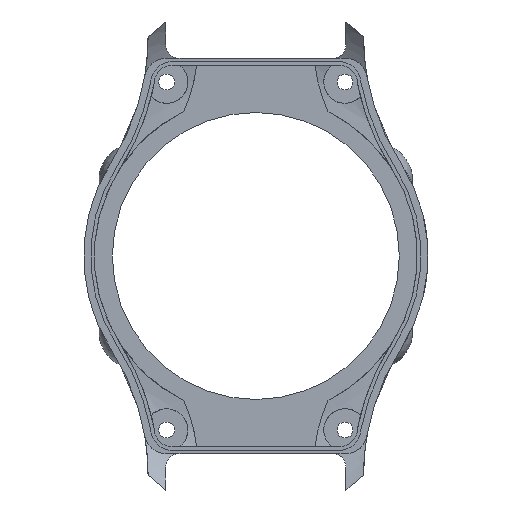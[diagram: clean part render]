
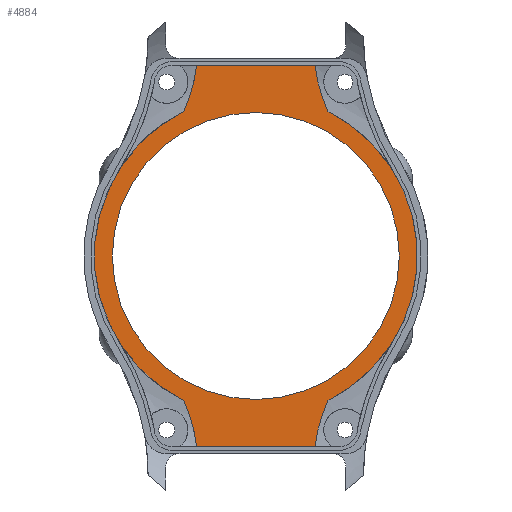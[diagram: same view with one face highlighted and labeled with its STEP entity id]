
A CAD part, front view. The second image highlights one B-rep face of the part: STEP entity #4884.
In plain terms, the highlighted planar face has unit normal (0, -1, 0).
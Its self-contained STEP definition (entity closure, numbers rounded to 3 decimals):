
#77 = CARTESIAN_POINT ( 'NONE',  ( -6.7, 0., -21.6 ) ) ;
#104 = DIRECTION ( 'NONE',  ( 0., 1., 0. ) ) ;
#191 = LINE ( 'NONE', #5654, #4254 ) ;
#239 = DIRECTION ( 'NONE',  ( 0., 1., 0. ) ) ;
#270 = CARTESIAN_POINT ( 'NONE',  ( 0., 0., 0. ) ) ;
#341 = DIRECTION ( 'NONE',  ( 0., -1., 0. ) ) ;
#386 = EDGE_LOOP ( 'NONE', ( #5325, #526, #5232, #5778, #1576, #4707, #389, #502 ) ) ;
#389 = ORIENTED_EDGE ( 'NONE', *, *, #6720, .F. ) ;
#425 = EDGE_CURVE ( 'NONE', #1809, #5421, #3622, .T. ) ;
#502 = ORIENTED_EDGE ( 'NONE', *, *, #3493, .F. ) ;
#509 = VERTEX_POINT ( 'NONE', #1681 ) ;
#526 = ORIENTED_EDGE ( 'NONE', *, *, #1521, .T. ) ;
#555 = CARTESIAN_POINT ( 'NONE',  ( 6.7, 0., -21.6 ) ) ;
#746 = VECTOR ( 'NONE', #2753, 1000. ) ;
#823 = CARTESIAN_POINT ( 'NONE',  ( 24.216, 0., 23.713 ) ) ;
#856 = VERTEX_POINT ( 'NONE', #4139 ) ;
#1020 = CARTESIAN_POINT ( 'NONE',  ( 8.172, 0., -16.374 ) ) ;
#1052 = VERTEX_POINT ( 'NONE', #1020 ) ;
#1069 = AXIS2_PLACEMENT_3D ( 'NONE', #1483, #2040, #6958 ) ;
#1114 = DIRECTION ( 'NONE',  ( 0., 1., 0. ) ) ;
#1130 = CARTESIAN_POINT ( 'NONE',  ( 0., 0., -16.25 ) ) ;
#1180 = AXIS2_PLACEMENT_3D ( 'NONE', #270, #2449, #3024 ) ;
#1192 = EDGE_CURVE ( 'NONE', #5112, #509, #2538, .T. ) ;
#1337 = CARTESIAN_POINT ( 'NONE',  ( -6.7, 0., 21.6 ) ) ;
#1413 = CIRCLE ( 'NONE', #6306, 17.643 ) ;
#1483 = CARTESIAN_POINT ( 'NONE',  ( -24.216, 0., 23.713 ) ) ;
#1521 = EDGE_CURVE ( 'NONE', #6767, #6547, #1413, .T. ) ;
#1537 = CIRCLE ( 'NONE', #2330, 18.3 ) ;
#1576 = ORIENTED_EDGE ( 'NONE', *, *, #4409, .F. ) ;
#1681 = CARTESIAN_POINT ( 'NONE',  ( 0., 0., 16.25 ) ) ;
#1809 = VERTEX_POINT ( 'NONE', #4577 ) ;
#1937 = DIRECTION ( 'NONE',  ( 0., 0., 1. ) ) ;
#1999 = CARTESIAN_POINT ( 'NONE',  ( 24.216, 0., -23.713 ) ) ;
#2040 = DIRECTION ( 'NONE',  ( 0., -1., 0. ) ) ;
#2091 = AXIS2_PLACEMENT_3D ( 'NONE', #1999, #341, #5276 ) ;
#2209 = ORIENTED_EDGE ( 'NONE', *, *, #4378, .T. ) ;
#2216 = LINE ( 'NONE', #6994, #746 ) ;
#2330 = AXIS2_PLACEMENT_3D ( 'NONE', #2860, #5037, #4518 ) ;
#2414 = DIRECTION ( 'NONE',  ( 0., 0., 1. ) ) ;
#2449 = DIRECTION ( 'NONE',  ( 0., 1., 0. ) ) ;
#2538 = CIRCLE ( 'NONE', #1180, 16.25 ) ;
#2675 = CIRCLE ( 'NONE', #4512, 16.25 ) ;
#2753 = DIRECTION ( 'NONE',  ( -1., 0., 0. ) ) ;
#2860 = CARTESIAN_POINT ( 'NONE',  ( 0., 0., 0. ) ) ;
#3024 = DIRECTION ( 'NONE',  ( 0., 0., 1. ) ) ;
#3412 = CARTESIAN_POINT ( 'NONE',  ( 6.7, 0., 21.6 ) ) ;
#3430 = DIRECTION ( 'NONE',  ( 0., 0., 1. ) ) ;
#3493 = EDGE_CURVE ( 'NONE', #1052, #5695, #5286, .T. ) ;
#3506 = CARTESIAN_POINT ( 'NONE',  ( 0., 0., 0. ) ) ;
#3622 = CIRCLE ( 'NONE', #6238, 17.643 ) ;
#3871 = DIRECTION ( 'NONE',  ( 0., 0., 1. ) ) ;
#3970 = CARTESIAN_POINT ( 'NONE',  ( 16.25, 0., 0. ) ) ;
#4139 = CARTESIAN_POINT ( 'NONE',  ( -8.172, 0., 16.374 ) ) ;
#4223 = EDGE_CURVE ( 'NONE', #856, #5531, #5407, .T. ) ;
#4254 = VECTOR ( 'NONE', #6076, 1000. ) ;
#4325 = ORIENTED_EDGE ( 'NONE', *, *, #1192, .T. ) ;
#4378 = EDGE_CURVE ( 'NONE', #509, #5112, #2675, .T. ) ;
#4409 = EDGE_CURVE ( 'NONE', #1809, #856, #1537, .T. ) ;
#4507 = FACE_OUTER_BOUND ( 'NONE', #386, .T. ) ;
#4512 = AXIS2_PLACEMENT_3D ( 'NONE', #5574, #1114, #3871 ) ;
#4518 = DIRECTION ( 'NONE',  ( 0., 0., 1. ) ) ;
#4519 = DIRECTION ( 'NONE',  ( 0., 0., 1. ) ) ;
#4577 = CARTESIAN_POINT ( 'NONE',  ( -8.172, 0., -16.374 ) ) ;
#4707 = ORIENTED_EDGE ( 'NONE', *, *, #425, .T. ) ;
#4884 = ADVANCED_FACE ( 'NONE', ( #4507, #6775 ), #6662, .F. ) ;
#5037 = DIRECTION ( 'NONE',  ( 0., 1., 0. ) ) ;
#5112 = VERTEX_POINT ( 'NONE', #1130 ) ;
#5216 = DIRECTION ( 'NONE',  ( 0., 1., 0. ) ) ;
#5232 = ORIENTED_EDGE ( 'NONE', *, *, #6492, .F. ) ;
#5276 = DIRECTION ( 'NONE',  ( 0., 0., 1. ) ) ;
#5286 = CIRCLE ( 'NONE', #2091, 17.643 ) ;
#5314 = CARTESIAN_POINT ( 'NONE',  ( -24.216, 0., -23.713 ) ) ;
#5325 = ORIENTED_EDGE ( 'NONE', *, *, #5839, .F. ) ;
#5407 = CIRCLE ( 'NONE', #1069, 17.643 ) ;
#5421 = VERTEX_POINT ( 'NONE', #77 ) ;
#5531 = VERTEX_POINT ( 'NONE', #1337 ) ;
#5574 = CARTESIAN_POINT ( 'NONE',  ( 0., 0., 0. ) ) ;
#5645 = CARTESIAN_POINT ( 'NONE',  ( 8.172, 0., 16.374 ) ) ;
#5654 = CARTESIAN_POINT ( 'NONE',  ( -6.7, 0., 21.6 ) ) ;
#5695 = VERTEX_POINT ( 'NONE', #555 ) ;
#5778 = ORIENTED_EDGE ( 'NONE', *, *, #4223, .F. ) ;
#5839 = EDGE_CURVE ( 'NONE', #6767, #1052, #6459, .T. ) ;
#5901 = AXIS2_PLACEMENT_3D ( 'NONE', #3506, #239, #2414 ) ;
#6076 = DIRECTION ( 'NONE',  ( 1., 0., 0. ) ) ;
#6134 = DIRECTION ( 'NONE',  ( 0., 1., 0. ) ) ;
#6238 = AXIS2_PLACEMENT_3D ( 'NONE', #5314, #5216, #1937 ) ;
#6306 = AXIS2_PLACEMENT_3D ( 'NONE', #823, #104, #4519 ) ;
#6364 = EDGE_LOOP ( 'NONE', ( #2209, #4325 ) ) ;
#6459 = CIRCLE ( 'NONE', #5901, 18.3 ) ;
#6492 = EDGE_CURVE ( 'NONE', #5531, #6547, #191, .T. ) ;
#6547 = VERTEX_POINT ( 'NONE', #3412 ) ;
#6662 = PLANE ( 'NONE',  #6780 ) ;
#6720 = EDGE_CURVE ( 'NONE', #5695, #5421, #2216, .T. ) ;
#6767 = VERTEX_POINT ( 'NONE', #5645 ) ;
#6775 = FACE_BOUND ( 'NONE', #6364, .T. ) ;
#6780 = AXIS2_PLACEMENT_3D ( 'NONE', #3970, #6134, #3430 ) ;
#6958 = DIRECTION ( 'NONE',  ( 0., 0., 1. ) ) ;
#6994 = CARTESIAN_POINT ( 'NONE',  ( 6.7, 0., -21.6 ) ) ;
